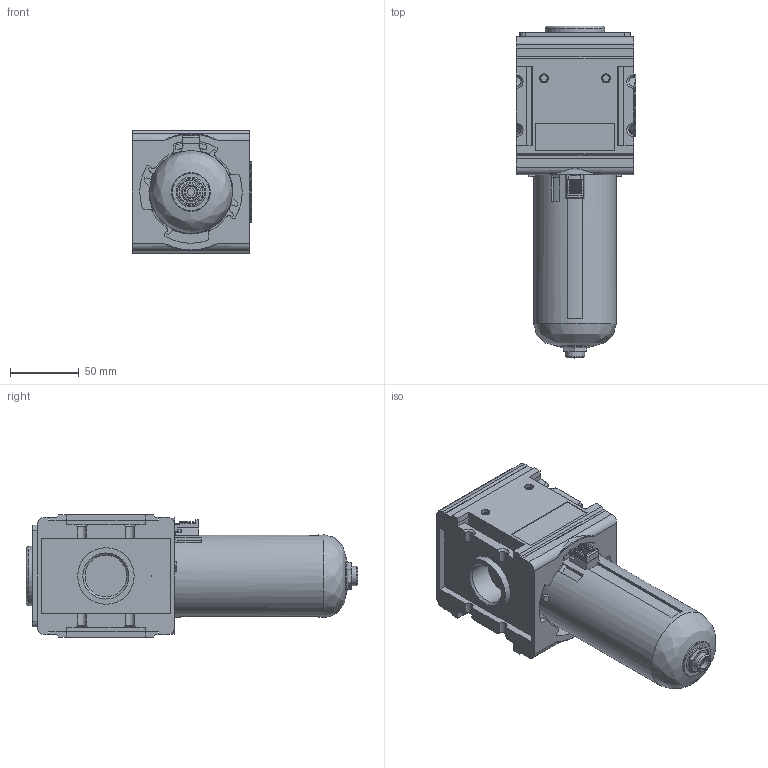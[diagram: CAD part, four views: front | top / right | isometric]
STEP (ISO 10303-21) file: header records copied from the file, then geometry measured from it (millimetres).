
FILE_DESCRIPTION( ( 'STEP AP203' ), ' ' );
FILE_NAME( '9.1345.971.stp', '2017-04-10T15:44:51', ( '' ), ( '' ), ' ', 'PARTsolutions', ' ' );
FILE_SCHEMA( ( 'CONFIG_CONTROL_DESIGN' ) );
Length unit declared in the file: millimetre
Products named in the file (5): 9.1345.971; _FA.45 B-26_p1; _90004.0213_p1; _90004.0213(00)_p4; _90004.0213_p3
Assembly tree (4 placements, depth 2):
  9.1345.971
    _FA.45 B-26_p1
    _90004.0213_p1
    _90004.0213(00)_p4
    _90004.0213_p3
Bounding box: 86.5 x 241 x 89 mm (x, y, z)
Volume: 1021563.5 mm3; surface area: 110367.6 mm2
Topology: 4 solids, 4 shells, 507 faces, 1299 edges, 846 vertices
Faces by surface type: plane 314, cylinder 130, torus 40, cone 22, bspline 1
Full cylindrical faces by diameter (mm): 4.917 x4, 6.5 x4, 8.566 x1, 9.5 x2, 14 x2, 27 x1, 30.291 x2, 36.2 x1, 41 x2, 43 x1, 45 x1, 50 x1, 51 x1, 55.6 x2, 59.8 x1, 60 x1, 74.442 x1
Entity records: 15427 total; most frequent: CARTESIAN_POINT 2990, DIRECTION 2562, ORIENTED_EDGE 2484, EDGE_CURVE 1242, AXIS2_PLACEMENT_3D 885, VERTEX_POINT 841, LINE 792, VECTOR 792
